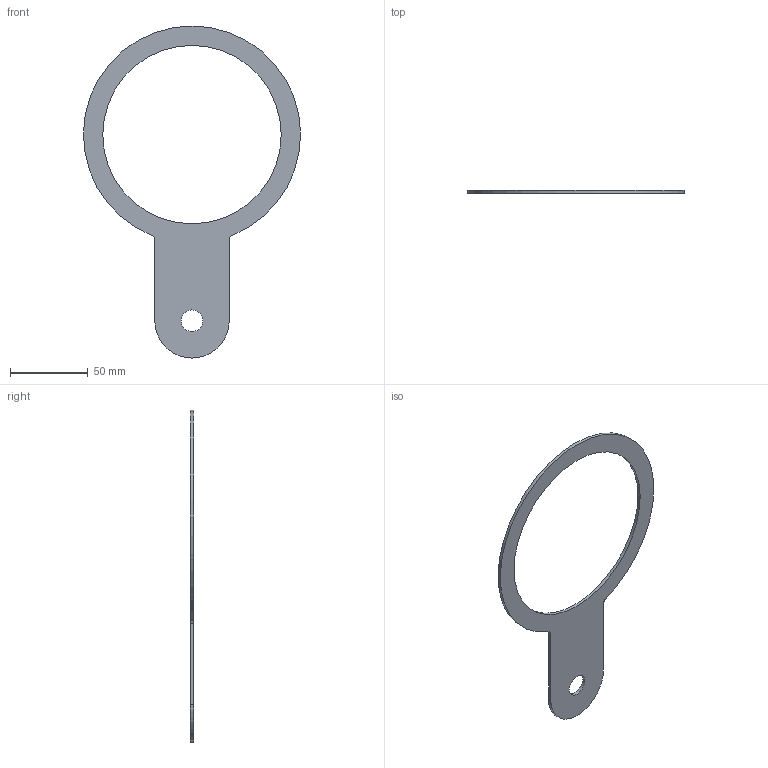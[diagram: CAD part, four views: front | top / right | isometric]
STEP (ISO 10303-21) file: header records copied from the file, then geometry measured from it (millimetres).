
FILE_DESCRIPTION(/* description */ ('EARTH TAG 4 NPT'),/* implementation_level */ '2;1');
FILE_NAME(/* name */ '1315_4_NPT.stp',/* time_stamp */ '2024-08-29T19:00:10+06:00',/* author */ ('vinaykumark'),/* organization */ (''),/* preprocessor_version */ 'ST-DEVELOPER v18.1',/* originating_system */ 'Autodesk Inventor 2022',/* authorisation */ '');
FILE_SCHEMA (('AUTOMOTIVE_DESIGN { 1 0 10303 214 3 1 1 }'));
Length unit declared in the file: millimetre
Products named in the file (1): 1315_4_NPT
Bounding box: 139.99 x 2 x 214 mm (x, y, z)
Volume: 16442.8 mm3; surface area: 18454 mm2
Topology: 1 solids, 1 shells, 130 faces, 342 edges, 228 vertices
Faces by surface type: plane 108, bspline 16, cylinder 6
Full cylindrical faces by diameter (mm): 14 x1, 115 x1
Entity records: 4504 total; most frequent: CARTESIAN_POINT 1195, ORIENTED_EDGE 684, DIRECTION 552, EDGE_CURVE 342, LINE 298, VECTOR 298, VERTEX_POINT 228, EDGE_LOOP 148
